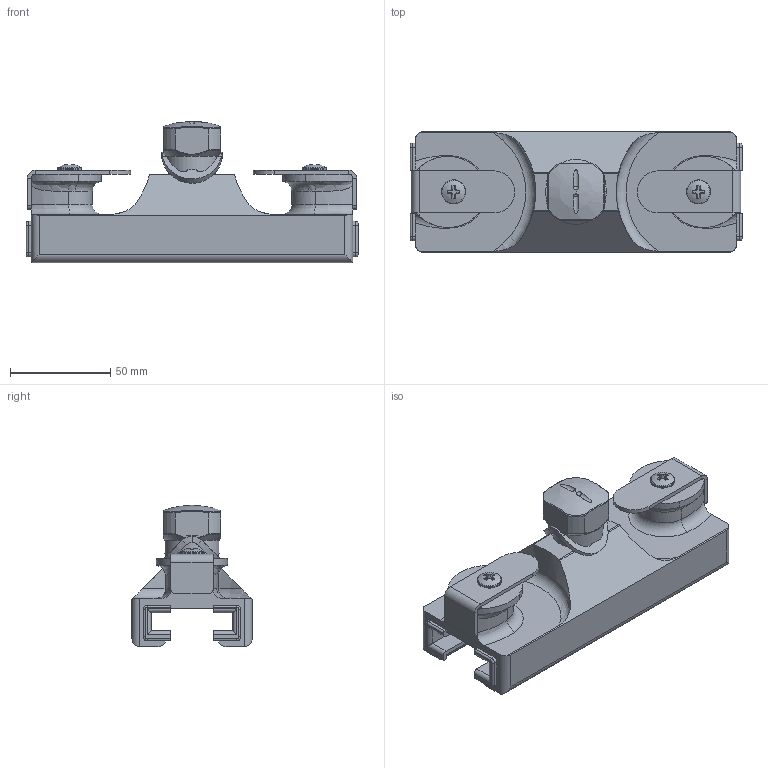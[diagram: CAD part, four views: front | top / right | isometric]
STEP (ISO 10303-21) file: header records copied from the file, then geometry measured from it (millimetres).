
FILE_DESCRIPTION(/* description */ (''),/* implementation_level */ '2;1');
FILE_NAME(/* name */ '623.402.stp',/* time_stamp */ '2016-03-09T09:05:25+01:00',/* author */ ('gianni'),/* organization */ (''),/* preprocessor_version */ 'ST-DEVELOPER v16.1',/* originating_system */ 'Autodesk Inventor 2016',/* authorisation */ '');
FILE_SCHEMA (('AUTOMOTIVE_DESIGN { 1 0 10303 214 3 1 1 }'));
Length unit declared in the file: millimetre
Products named in the file (1): 623.402
Bounding box: 165.4 x 60 x 70.31 mm (x, y, z)
Volume: 222461.3 mm3; surface area: 52446.6 mm2
Topology: 1 solids, 1 shells, 290 faces, 767 edges, 480 vertices
Faces by surface type: plane 127, cylinder 94, bspline 28, torus 26, cone 10, sphere 5
Full cylindrical faces by diameter (mm): 12 x2
Entity records: 10496 total; most frequent: CARTESIAN_POINT 3477, ORIENTED_EDGE 1504, DIRECTION 1438, EDGE_CURVE 752, AXIS2_PLACEMENT_3D 539, VERTEX_POINT 476, LINE 360, VECTOR 360
